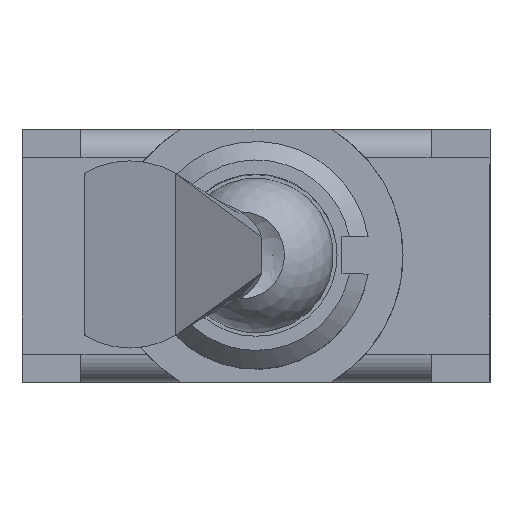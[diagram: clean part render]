
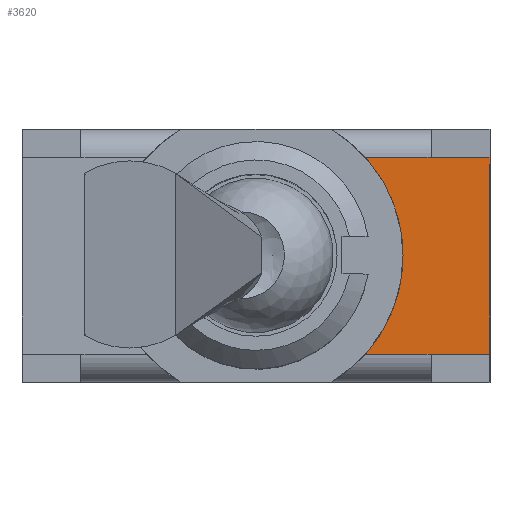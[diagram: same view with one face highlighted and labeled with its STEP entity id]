
A CAD part, top view. The second image highlights one B-rep face of the part: STEP entity #3620.
In plain terms, the highlighted planar face has unit normal (0, 0, 1).
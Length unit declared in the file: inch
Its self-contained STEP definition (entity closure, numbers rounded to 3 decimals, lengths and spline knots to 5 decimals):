
#223=FACE_OUTER_BOUND('',#448,.T.);
#448=EDGE_LOOP('',(#2817,#2818,#2819,#2820,#2821,#2822));
#627=CIRCLE('',#3937,0.15709);
#830=LINE('',#5763,#1241);
#831=LINE('',#5765,#1242);
#832=LINE('',#5767,#1243);
#833=LINE('',#5769,#1244);
#834=LINE('',#5770,#1245);
#1241=VECTOR('',#4640,0.3937);
#1242=VECTOR('',#4641,0.3937);
#1243=VECTOR('',#4642,0.3937);
#1244=VECTOR('',#4643,0.3937);
#1245=VECTOR('',#4644,0.3937);
#1623=VERTEX_POINT('',#5685);
#1627=VERTEX_POINT('',#5694);
#1646=VERTEX_POINT('',#5762);
#1647=VERTEX_POINT('',#5764);
#1648=VERTEX_POINT('',#5766);
#1649=VERTEX_POINT('',#5768);
#2055=EDGE_CURVE('',#1623,#1627,#627,.T.);
#2060=EDGE_CURVE('',#1627,#1646,#830,.T.);
#2061=EDGE_CURVE('',#1646,#1647,#831,.T.);
#2062=EDGE_CURVE('',#1647,#1648,#832,.T.);
#2063=EDGE_CURVE('',#1649,#1648,#833,.T.);
#2064=EDGE_CURVE('',#1623,#1649,#834,.T.);
#2817=ORIENTED_EDGE('',*,*,#2055,.T.);
#2818=ORIENTED_EDGE('',*,*,#2060,.T.);
#2819=ORIENTED_EDGE('',*,*,#2061,.T.);
#2820=ORIENTED_EDGE('',*,*,#2062,.T.);
#2821=ORIENTED_EDGE('',*,*,#2063,.F.);
#2822=ORIENTED_EDGE('',*,*,#2064,.F.);
#3413=PLANE('',#3943);
#3620=ADVANCED_FACE('',(#223),#3413,.T.);
#3937=AXIS2_PLACEMENT_3D('',#5751,#4623,#4624);
#3943=AXIS2_PLACEMENT_3D('',#5761,#4638,#4639);
#4623=DIRECTION('center_axis',(0.,0.,
-1.));
#4624=DIRECTION('ref_axis',(1.,0.,0.));
#4638=DIRECTION('center_axis',(0.,0.,
1.));
#4639=DIRECTION('ref_axis',(0.,-1.,0.));
#4640=DIRECTION('',(1.,0.,0.));
#4641=DIRECTION('',(1.,0.,0.));
#4642=DIRECTION('',(0.,1.,0.));
#4643=DIRECTION('',(1.,0.,0.));
#4644=DIRECTION('',(1.,0.,0.));
#5685=CARTESIAN_POINT('',(0.11673,0.10512,0.35));
#5694=CARTESIAN_POINT('',(0.11673,-0.10512,0.35));
#5751=CARTESIAN_POINT('Origin',(0.,0.,
0.35));
#5761=CARTESIAN_POINT('Origin',(0.,0.10512,
0.35));
#5762=CARTESIAN_POINT('',(0.18701,-0.10512,0.35));
#5763=CARTESIAN_POINT('',(0.,-0.10512,0.35));
#5764=CARTESIAN_POINT('',(0.25,-0.10512,0.35));
#5765=CARTESIAN_POINT('',(0.18701,-0.10512,0.35));
#5766=CARTESIAN_POINT('',(0.25,0.10512,0.35));
#5767=CARTESIAN_POINT('',(0.25,0.10512,0.35));
#5768=CARTESIAN_POINT('',(0.18701,0.10512,0.35));
#5769=CARTESIAN_POINT('',(0.18701,0.10512,0.35));
#5770=CARTESIAN_POINT('',(0.,0.10512,0.35));
